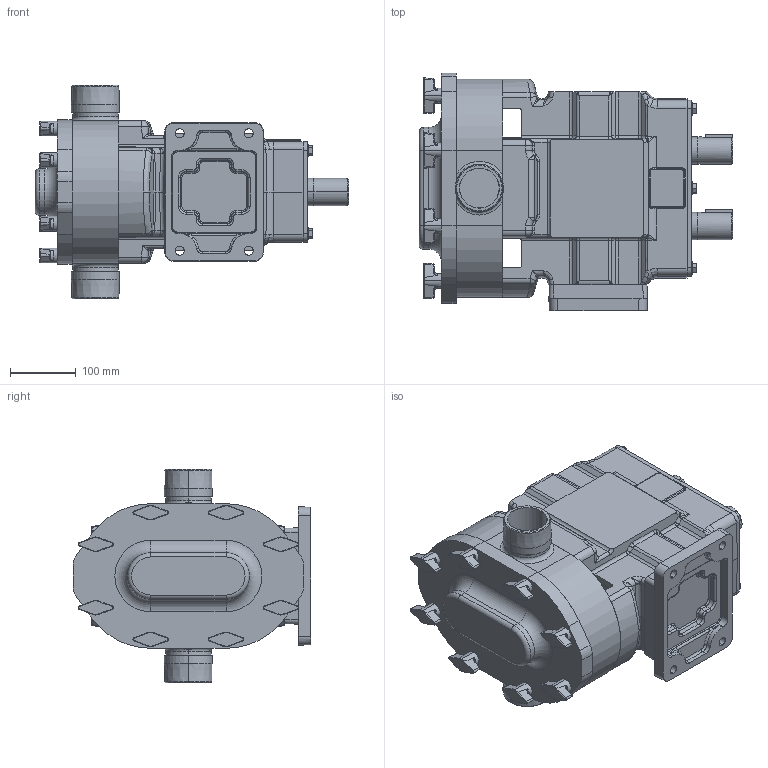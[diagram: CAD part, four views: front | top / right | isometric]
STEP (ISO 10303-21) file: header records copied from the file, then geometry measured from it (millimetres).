
FILE_DESCRIPTION (( 'STEP AP214' ), '1' );
FILE_NAME ('TRA10-0600-028.STEP', '2024-03-26T19:04:06', ( '' ), ( '' ), 'SwSTEP 2.0', 'SolidWorks 2022', '' );
FILE_SCHEMA (( 'AUTOMOTIVE_DESIGN' ));
Length unit declared in the file: inch
Products named in the file (5): TRA10-0600-028; 0600NPT25; TRA10-0600-GEARBOX-H; TRA10-0600-COVER-STD; TRA10-0600-BODY
Assembly tree (5 placements, depth 2):
  TRA10-0600-028
    TRA10-0600-GEARBOX-H
    TRA10-0600-BODY
    TRA10-0600-COVER-STD
    0600NPT25  x2
Bounding box: 475.32 x 360.3 x 323.85 mm (x, y, z)
Volume: 19488140.4 mm3; surface area: 881393.2 mm2
Topology: 5 solids, 5 shells, 1041 faces, 2533 edges, 1504 vertices
Faces by surface type: cylinder 368, plane 285, bspline 206, torus 100, cone 66, sphere 16
Entity records: 38257 total; most frequent: CARTESIAN_POINT 16291, ORIENTED_EDGE 4942, DIRECTION 4195, EDGE_CURVE 2471, AXIS2_PLACEMENT_3D 1620, VERTEX_POINT 1484, EDGE_LOOP 1063, FACE_OUTER_BOUND 1024
